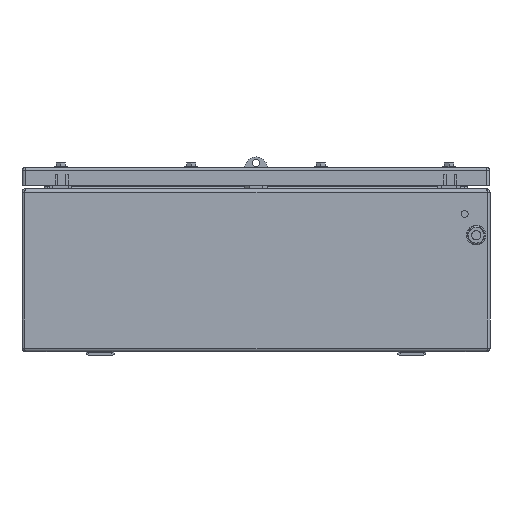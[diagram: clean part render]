
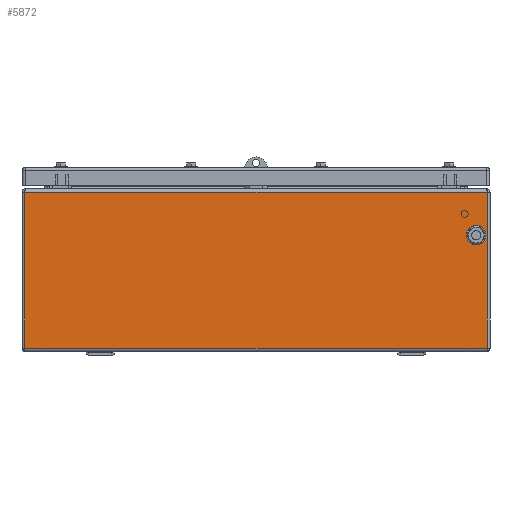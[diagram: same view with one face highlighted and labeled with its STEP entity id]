
A CAD part, left-side view. The second image highlights one B-rep face of the part: STEP entity #5872.
In plain terms, the highlighted planar face has unit normal (-1, 0, 0).
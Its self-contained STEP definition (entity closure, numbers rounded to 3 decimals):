
#5515=AXIS2_PLACEMENT_3D('Circle Axis2P3D',#5513,#5514,$) ;
#5563=AXIS2_PLACEMENT_3D('Circle Axis2P3D',#5561,#5562,$) ;
#5839=AXIS2_PLACEMENT_3D('Plane Axis2P3D',#5836,#5837,#5838) ;
#5255=CARTESIAN_POINT('Vertex',(25.5,3.,176.5)) ;
#5268=CARTESIAN_POINT('Vertex',(25.5,505.,176.5)) ;
#5271=CARTESIAN_POINT('Line Origine',(25.5,254.,176.5)) ;
#5510=CARTESIAN_POINT('Vertex',(25.5,9.85,134.96)) ;
#5513=CARTESIAN_POINT('Axis2P3D Location',(25.5,15.,130.)) ;
#5517=CARTESIAN_POINT('Vertex',(25.5,20.15,134.96)) ;
#5537=CARTESIAN_POINT('Line Origine',(25.5,20.15,130.)) ;
#5541=CARTESIAN_POINT('Vertex',(25.5,20.15,125.04)) ;
#5561=CARTESIAN_POINT('Axis2P3D Location',(25.5,15.,130.)) ;
#5565=CARTESIAN_POINT('Vertex',(25.5,9.85,125.04)) ;
#5585=CARTESIAN_POINT('Line Origine',(25.5,9.85,130.)) ;
#5836=CARTESIAN_POINT('Axis2P3D Location',(25.5,508.,180.5)) ;
#5841=CARTESIAN_POINT('Line Origine',(25.5,505.,92.)) ;
#5845=CARTESIAN_POINT('Vertex',(25.5,505.,7.5)) ;
#5848=CARTESIAN_POINT('Line Origine',(25.5,254.,7.5)) ;
#5852=CARTESIAN_POINT('Vertex',(25.5,3.,7.5)) ;
#5855=CARTESIAN_POINT('Line Origine',(25.5,3.,92.)) ;
#5272=DIRECTION('Vector Direction',(0.,-1.,0.)) ;
#5514=DIRECTION('Axis2P3D Direction',(-1.,0.,0.)) ;
#5538=DIRECTION('Vector Direction',(0.,0.,-1.)) ;
#5562=DIRECTION('Axis2P3D Direction',(-1.,0.,0.)) ;
#5586=DIRECTION('Vector Direction',(0.,0.,1.)) ;
#5837=DIRECTION('Axis2P3D Direction',(1.,0.,0.)) ;
#5838=DIRECTION('Axis2P3D XDirection',(0.,1.,0.)) ;
#5842=DIRECTION('Vector Direction',(0.,0.,-1.)) ;
#5849=DIRECTION('Vector Direction',(0.,-1.,0.)) ;
#5856=DIRECTION('Vector Direction',(0.,0.,1.)) ;
#5273=VECTOR('Line Direction',#5272,1.) ;
#5539=VECTOR('Line Direction',#5538,1.) ;
#5587=VECTOR('Line Direction',#5586,1.) ;
#5843=VECTOR('Line Direction',#5842,1.) ;
#5850=VECTOR('Line Direction',#5849,1.) ;
#5857=VECTOR('Line Direction',#5856,1.) ;
#5861=ORIENTED_EDGE('',*,*,#5847,.T.) ;
#5862=ORIENTED_EDGE('',*,*,#5854,.T.) ;
#5863=ORIENTED_EDGE('',*,*,#5859,.T.) ;
#5864=ORIENTED_EDGE('',*,*,#5275,.T.) ;
#5867=ORIENTED_EDGE('',*,*,#5543,.F.) ;
#5868=ORIENTED_EDGE('',*,*,#5519,.F.) ;
#5869=ORIENTED_EDGE('',*,*,#5589,.F.) ;
#5870=ORIENTED_EDGE('',*,*,#5567,.F.) ;
#5871=FACE_BOUND('',#5866,.T.) ;
#5872=ADVANCED_FACE('Body',(#5865,#5871),#5840,.F.) ;
#5516=CIRCLE('generated circle',#5515,7.15) ;
#5564=CIRCLE('generated circle',#5563,7.15) ;
#5275=EDGE_CURVE('',#5256,#5269,#5274,.F.) ;
#5519=EDGE_CURVE('',#5511,#5518,#5516,.T.) ;
#5543=EDGE_CURVE('',#5518,#5542,#5540,.T.) ;
#5567=EDGE_CURVE('',#5542,#5566,#5564,.T.) ;
#5589=EDGE_CURVE('',#5566,#5511,#5588,.T.) ;
#5847=EDGE_CURVE('',#5269,#5846,#5844,.T.) ;
#5854=EDGE_CURVE('',#5846,#5853,#5851,.T.) ;
#5859=EDGE_CURVE('',#5853,#5256,#5858,.T.) ;
#5860=EDGE_LOOP('',(#5861,#5862,#5863,#5864)) ;
#5866=EDGE_LOOP('',(#5867,#5868,#5869,#5870)) ;
#5865=FACE_OUTER_BOUND('',#5860,.T.) ;
#5274=LINE('Line',#5271,#5273) ;
#5540=LINE('Line',#5537,#5539) ;
#5588=LINE('Line',#5585,#5587) ;
#5844=LINE('Line',#5841,#5843) ;
#5851=LINE('Line',#5848,#5850) ;
#5858=LINE('Line',#5855,#5857) ;
#5840=PLANE('',#5839) ;
#5256=VERTEX_POINT('',#5255) ;
#5269=VERTEX_POINT('',#5268) ;
#5511=VERTEX_POINT('',#5510) ;
#5518=VERTEX_POINT('',#5517) ;
#5542=VERTEX_POINT('',#5541) ;
#5566=VERTEX_POINT('',#5565) ;
#5846=VERTEX_POINT('',#5845) ;
#5853=VERTEX_POINT('',#5852) ;
